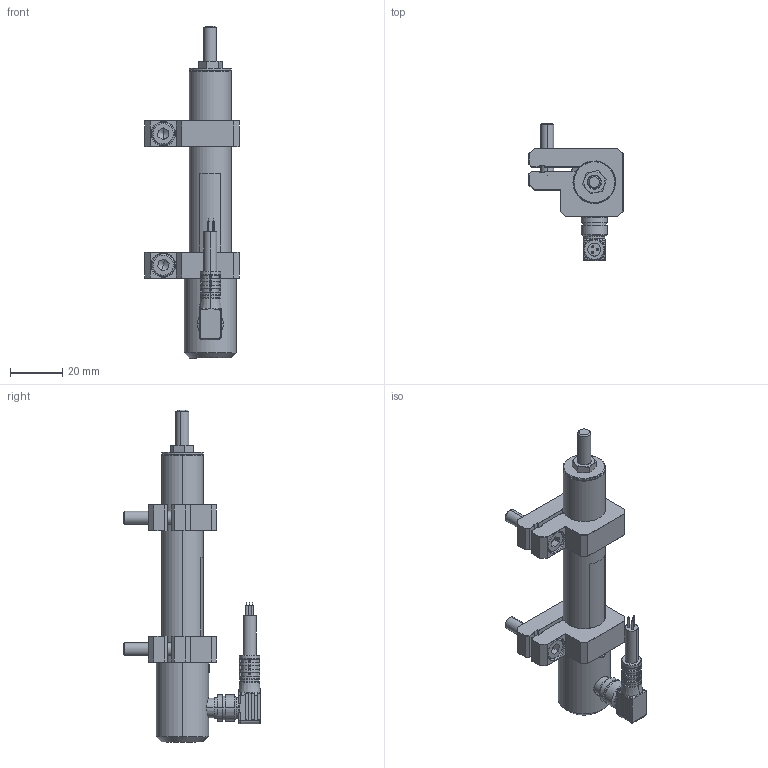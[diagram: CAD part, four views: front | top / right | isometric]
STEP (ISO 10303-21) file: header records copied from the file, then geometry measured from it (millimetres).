
FILE_DESCRIPTION (( 'STEP AP214' ), '1' );
FILE_NAME ('TX2_0050_Stecker_ein_Montageblock.STEP', '2011-01-25T08:23:30', ( 'novotechnik' ), ( 'novotechnik' ), 'SwSTEP 2.0', 'SolidWorks 2010', '' );
FILE_SCHEMA (( 'AUTOMOTIVE_DESIGN' ));
Length unit declared in the file: millimetre
Products named in the file (1): TX2_0050_Stecker_ein_Montageblock
Bounding box: 36 x 52.3 x 126.9 mm (x, y, z)
Surface area: 16221.7 mm2 (no closed solid volume)
Topology: 0 solids, 15 shells, 562 faces, 1529 edges, 921 vertices
Faces by surface type: cylinder 246, plane 183, torus 57, cone 42, bspline 34
Entity records: 24606 total; most frequent: CARTESIAN_POINT 4998, DIRECTION 2800, ORIENTED_EDGE 2718, EDGE_CURVE 1513, AXIS2_PLACEMENT_3D 1049, VERTEX_POINT 921, VECTOR 702, LINE 702
